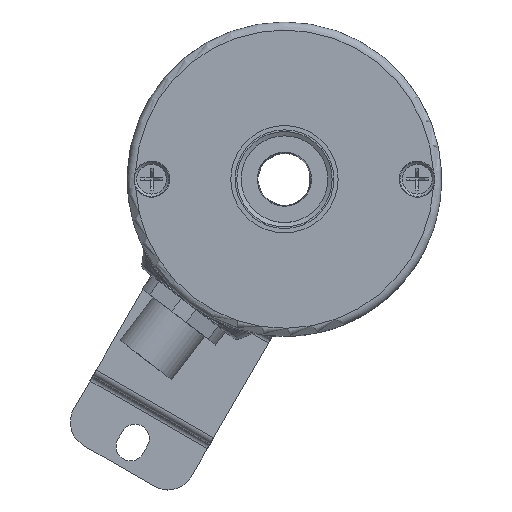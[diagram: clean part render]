
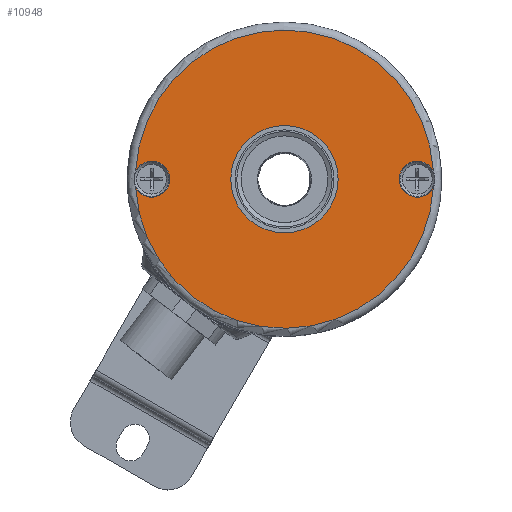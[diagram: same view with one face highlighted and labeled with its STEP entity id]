
A CAD part, top view. The second image highlights one B-rep face of the part: STEP entity #10948.
In plain terms, the highlighted planar face has unit normal (0, 0, 1).
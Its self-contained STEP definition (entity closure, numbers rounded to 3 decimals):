
#10038=CARTESIAN_POINT('',(0.,9.9,38.));
#10039=VERTEX_POINT('',#10038);
#10040=CARTESIAN_POINT('',(0.,0.,38.));
#10041=DIRECTION('',(0.0,0.0,1.0));
#10042=DIRECTION('',(0.0,1.0,0.0));
#10043=AXIS2_PLACEMENT_3D('',#10040,#10041,#10042);
#10044=CIRCLE('',#10043,9.9);
#10045=EDGE_CURVE('',#10039,#10039,#10044,.T.);
#10737=CARTESIAN_POINT('',(-27.457,1.538,38.));
#10738=VERTEX_POINT('',#10737);
#10739=CARTESIAN_POINT('',(-27.457,-1.538,38.));
#10740=VERTEX_POINT('',#10739);
#10762=CARTESIAN_POINT('',(-24.5,0.,38.));
#10763=DIRECTION('',(0.0,0.0,1.0));
#10764=DIRECTION('',(1.0,0.0,0.0));
#10765=AXIS2_PLACEMENT_3D('',#10762,#10763,#10764);
#10766=CIRCLE('',#10765,3.333);
#10767=EDGE_CURVE('',#10740,#10738,#10766,.T.);
#10778=CARTESIAN_POINT('',(27.457,1.538,38.));
#10779=VERTEX_POINT('',#10778);
#10780=CARTESIAN_POINT('',(0.0,0.0,38.));
#10781=DIRECTION('',(0.0,0.0,-1.));
#10782=DIRECTION('',(0.609,0.793,0.0));
#10783=AXIS2_PLACEMENT_3D('',#10780,#10781,#10782);
#10784=CIRCLE('',#10783,27.5);
#10785=EDGE_CURVE('',#10738,#10779,#10784,.T.);
#10787=CARTESIAN_POINT('',(27.457,-1.538,38.));
#10788=VERTEX_POINT('',#10787);
#10810=CARTESIAN_POINT('',(-16.741,-21.817,38.));
#10811=VERTEX_POINT('',#10810);
#10812=CARTESIAN_POINT('',(0.0,0.0,38.));
#10813=DIRECTION('',(0.0,0.0,-1.));
#10814=DIRECTION('',(0.609,0.793,0.0));
#10815=AXIS2_PLACEMENT_3D('',#10812,#10813,#10814);
#10816=CIRCLE('',#10815,27.5);
#10817=EDGE_CURVE('',#10788,#10811,#10816,.T.);
#10819=CARTESIAN_POINT('',(0.0,0.0,38.));
#10820=DIRECTION('',(0.0,0.0,-1.));
#10821=DIRECTION('',(0.609,0.793,0.0));
#10822=AXIS2_PLACEMENT_3D('',#10819,#10820,#10821);
#10823=CIRCLE('',#10822,27.5);
#10824=EDGE_CURVE('',#10811,#10740,#10823,.T.);
#10890=CARTESIAN_POINT('',(24.5,0.,38.));
#10891=DIRECTION('',(0.0,0.0,1.0));
#10892=DIRECTION('',(-1.0,0.0,0.0));
#10893=AXIS2_PLACEMENT_3D('',#10890,#10891,#10892);
#10894=CIRCLE('',#10893,3.333);
#10895=EDGE_CURVE('',#10779,#10788,#10894,.T.);
#10933=CARTESIAN_POINT('',(0.0,0.0,38.));
#10934=DIRECTION('',(0.0,0.0,-1.0));
#10935=DIRECTION('',(0.609,0.793,0.0));
#10936=AXIS2_PLACEMENT_3D('',#10933,#10934,#10935);
#10937=PLANE('',#10936);
#10938=ORIENTED_EDGE('',*,*,#10767,.F.);
#10939=ORIENTED_EDGE('',*,*,#10824,.F.);
#10940=ORIENTED_EDGE('',*,*,#10817,.F.);
#10941=ORIENTED_EDGE('',*,*,#10895,.F.);
#10942=ORIENTED_EDGE('',*,*,#10785,.F.);
#10943=EDGE_LOOP('',(#10938,#10939,#10940,#10941,#10942));
#10944=FACE_OUTER_BOUND('',#10943,.T.);
#10945=ORIENTED_EDGE('',*,*,#10045,.F.);
#10946=EDGE_LOOP('',(#10945));
#10947=FACE_BOUND('',#10946,.T.);
#10948=ADVANCED_FACE('',(#10944,#10947),#10937,.F.);
